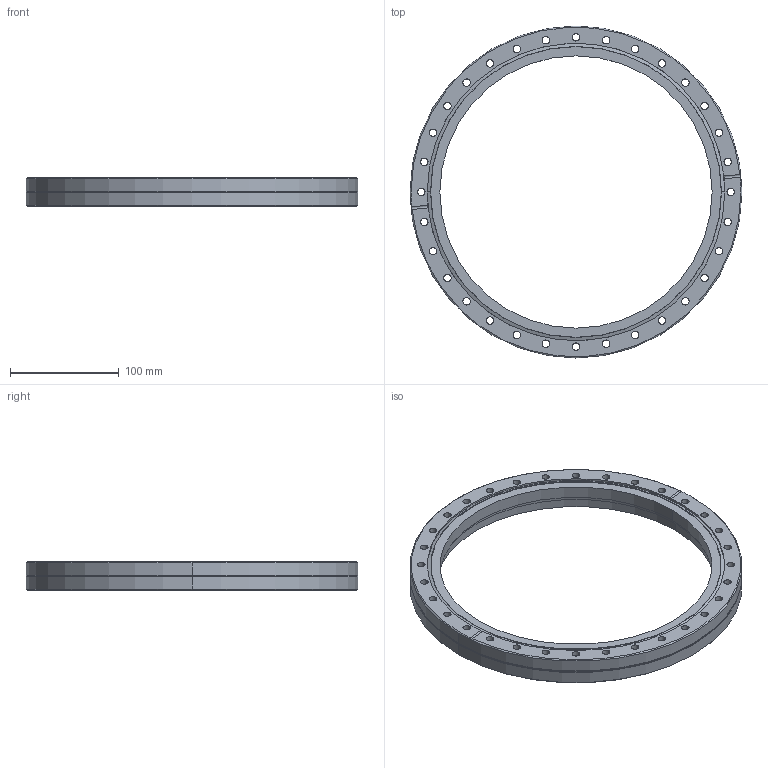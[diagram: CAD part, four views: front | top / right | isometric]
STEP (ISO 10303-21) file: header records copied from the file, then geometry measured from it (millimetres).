
FILE_DESCRIPTION (( 'STEP AP214' ), '1' );
FILE_NAME ('480FAD250-254-G.stp', '2017-04-24T12:26:14', ( '' ), ( '' ), 'SwSTEP 2.0', 'SolidWorks 2015', '' );
FILE_SCHEMA (( 'AUTOMOTIVE_DESIGN' ));
Length unit declared in the file: millimetre
Products named in the file (1): 480FAD250-254-G
Bounding box: 304.8 x 304.8 x 26 mm (x, y, z)
Volume: 541417.8 mm3; surface area: 146639.2 mm2
Topology: 2 solids, 2 shells, 105 faces, 280 edges, 180 vertices
Faces by surface type: cylinder 80, cone 10, torus 8, plane 7
Entity records: 4748 total; most frequent: DIRECTION 672, CARTESIAN_POINT 630, ORIENTED_EDGE 560, AXIS2_PLACEMENT_3D 290, EDGE_CURVE 280, CIRCLE 184, VERTEX_POINT 180, EDGE_LOOP 174
